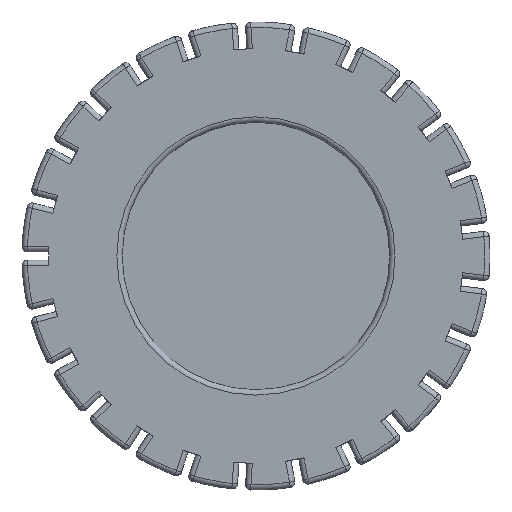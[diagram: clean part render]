
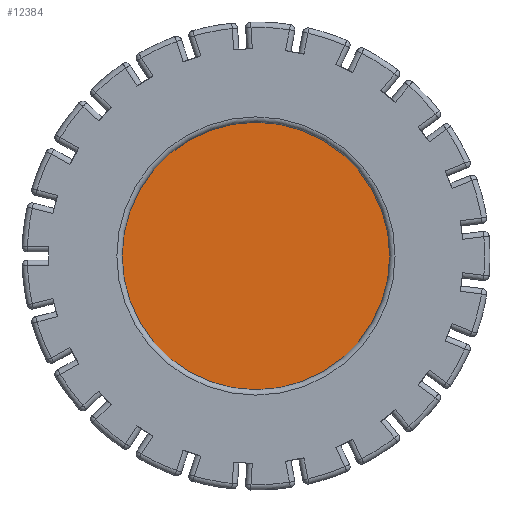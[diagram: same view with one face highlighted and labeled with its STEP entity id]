
A CAD part, left-side view. The second image highlights one B-rep face of the part: STEP entity #12384.
In plain terms, the highlighted planar face has unit normal (-1, 0, 0).
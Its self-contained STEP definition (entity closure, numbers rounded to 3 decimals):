
#281=PLANE('',#14230);
#1292=FACE_OUTER_BOUND('',#2110,.T.);
#2110=EDGE_LOOP('',(#11196));
#4725=CIRCLE('',#14204,500.);
#5739=VERTEX_POINT('',#22280);
#7545=EDGE_CURVE('',#5739,#5739,#4725,.T.);
#11196=ORIENTED_EDGE('',*,*,#7545,.F.);
#12384=ADVANCED_FACE('',(#1292),#281,.T.);
#14204=AXIS2_PLACEMENT_3D('',#22282,#18616,#18617);
#14230=AXIS2_PLACEMENT_3D('',#22324,#18676,#18677);
#18616=DIRECTION('center_axis',(1.,0.,0.));
#18617=DIRECTION('ref_axis',(0.,0.,1.));
#18676=DIRECTION('center_axis',(-1.,0.,0.));
#18677=DIRECTION('ref_axis',(0.,0.,1.));
#22280=CARTESIAN_POINT('',(-700.,50.,-500.));
#22282=CARTESIAN_POINT('Origin',(-700.,50.,0.));
#22324=CARTESIAN_POINT('Origin',(-700.,50.,0.));
